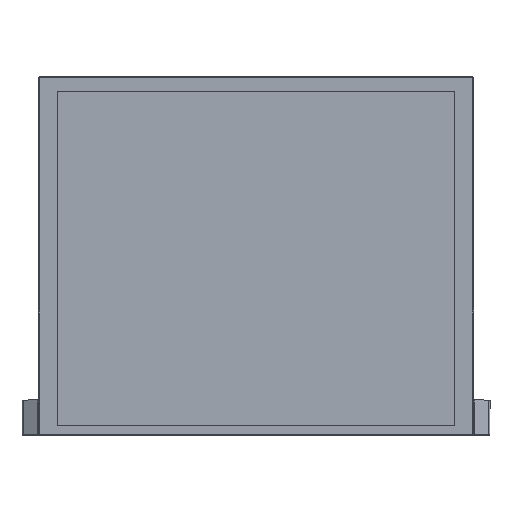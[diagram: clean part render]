
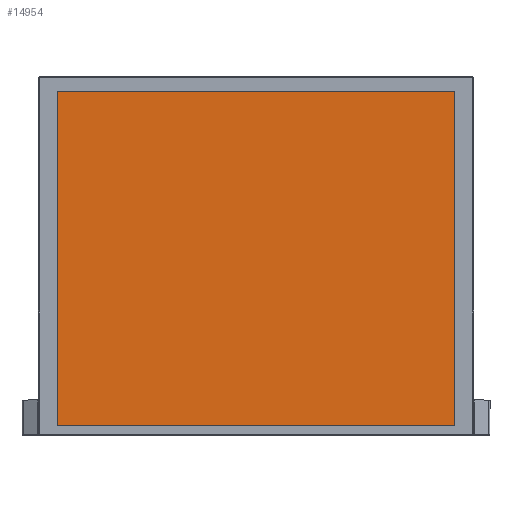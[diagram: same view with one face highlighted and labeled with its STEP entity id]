
A CAD part, top view. The second image highlights one B-rep face of the part: STEP entity #14954.
In plain terms, the highlighted face is planar.
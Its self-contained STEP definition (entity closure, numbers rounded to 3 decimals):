
#325=PLANE('',#16147);
#843=FACE_OUTER_BOUND('',#1834,.T.);
#1834=EDGE_LOOP('',(#10837,#10838,#10839,#10840,#10841));
#2735=LINE('',#22294,#4328);
#2740=LINE('',#22303,#4333);
#3049=LINE('',#23384,#4642);
#3051=LINE('',#23387,#4644);
#3052=LINE('',#23388,#4645);
#4328=VECTOR('',#17487,10.);
#4333=VECTOR('',#17492,10.);
#4642=VECTOR('',#18351,10.);
#4644=VECTOR('',#18355,10.);
#4645=VECTOR('',#18356,10.);
#6582=VERTEX_POINT('',#22292);
#6583=VERTEX_POINT('',#22293);
#6587=VERTEX_POINT('',#22301);
#7083=VERTEX_POINT('',#23381);
#7084=VERTEX_POINT('',#23383);
#7938=EDGE_CURVE('',#6582,#6583,#2735,.T.);
#7943=EDGE_CURVE('',#6587,#6582,#2740,.T.);
#8483=EDGE_CURVE('',#7083,#7084,#3049,.T.);
#8485=EDGE_CURVE('',#6583,#7083,#3051,.T.);
#8486=EDGE_CURVE('',#7084,#6587,#3052,.T.);
#10837=ORIENTED_EDGE('',*,*,#8485,.F.);
#10838=ORIENTED_EDGE('',*,*,#7938,.F.);
#10839=ORIENTED_EDGE('',*,*,#7943,.F.);
#10840=ORIENTED_EDGE('',*,*,#8486,.F.);
#10841=ORIENTED_EDGE('',*,*,#8483,.F.);
#14954=ADVANCED_FACE('',(#843),#325,.F.);
#16147=AXIS2_PLACEMENT_3D('',#23386,#18353,#18354);
#17487=DIRECTION('',(1.,0.,0.));
#17492=DIRECTION('',(1.,0.,0.));
#18351=DIRECTION('',(-1.,0.,0.));
#18353=DIRECTION('center_axis',(0.,-1.,0.));
#18354=DIRECTION('ref_axis',(0.,0.,
1.));
#18355=DIRECTION('',(0.,0.,1.));
#18356=DIRECTION('',(0.,0.,-1.));
#22292=CARTESIAN_POINT('',(85.823,4.,3.2));
#22293=CARTESIAN_POINT('',(147.724,4.,3.2));
#22294=CARTESIAN_POINT('',(100.794,4.,3.2));
#22301=CARTESIAN_POINT('',(-22.277,4.,3.2));
#22303=CARTESIAN_POINT('',(74.567,4.,3.2));
#23381=CARTESIAN_POINT('',(147.724,4.,145.9));
#23383=CARTESIAN_POINT('',(-22.277,4.,145.9));
#23384=CARTESIAN_POINT('',(74.167,4.,145.9));
#23386=CARTESIAN_POINT('Origin',(141.024,4.,26.745));
#23387=CARTESIAN_POINT('',(147.724,4.,55.722));
#23388=CARTESIAN_POINT('',(-22.277,4.,79.2));
